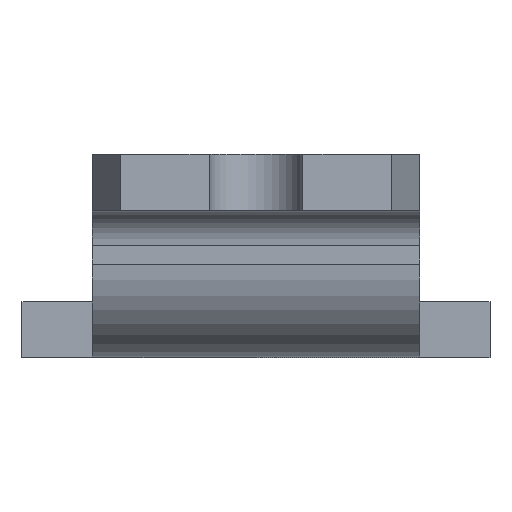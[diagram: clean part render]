
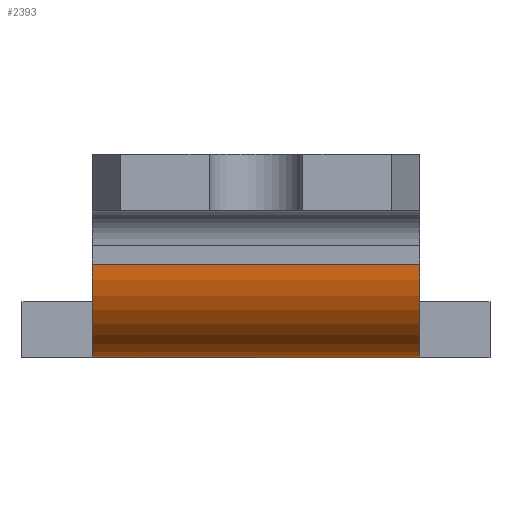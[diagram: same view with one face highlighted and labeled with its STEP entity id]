
A CAD part, front view. The second image highlights one B-rep face of the part: STEP entity #2393.
In plain terms, the highlighted cylindrical face has radius 2 mm (diameter 4 mm), a partial arc.
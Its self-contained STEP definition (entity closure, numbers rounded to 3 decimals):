
#289=CARTESIAN_POINT('',(5.,2.675,-0.175));
#290=DIRECTION('',(1.,0.,0.));
#291=DIRECTION('',(0.,-0.025,-1.));
#292=AXIS2_PLACEMENT_3D('',#289,#290,#291);
#304=DIRECTION('',(-1.,0.,0.));
#305=VECTOR('',#304,7.);
#306=CARTESIAN_POINT('',(3.5,0.675,-0.175));
#307=LINE('',#306,#305);
#311=DIRECTION('',(-1.,0.,0.));
#312=VECTOR('',#311,1.5);
#313=CARTESIAN_POINT('',(5.,2.625,-2.174));
#314=LINE('',#313,#312);
#318=DIRECTION('',(1.,0.,0.));
#319=VECTOR('',#318,10.);
#320=CARTESIAN_POINT('',(-5.,2.675,-2.175));
#321=LINE('',#320,#319);
#325=DIRECTION('',(-1.,0.,0.));
#326=VECTOR('',#325,1.5);
#327=CARTESIAN_POINT('',(-3.5,2.625,-2.174));
#328=LINE('',#327,#326);
#354=CARTESIAN_POINT('',(-3.5,2.675,-0.175));
#355=DIRECTION('',(-1.,0.,0.));
#356=DIRECTION('',(0.,-0.025,-1.));
#357=AXIS2_PLACEMENT_3D('',#354,#355,#356);
#1100=CARTESIAN_POINT('',(3.5,2.675,-0.175));
#1101=DIRECTION('',(1.,0.,0.));
#1102=DIRECTION('',(0.,-1.,0.));
#1103=AXIS2_PLACEMENT_3D('',#1100,#1101,#1102);
#1861=CARTESIAN_POINT('',(-5.,2.675,-0.175));
#1862=DIRECTION('',(-1.,0.,0.));
#1863=DIRECTION('',(0.,0.,-1.));
#1864=AXIS2_PLACEMENT_3D('',#1861,#1862,#1863);
#1928=CARTESIAN_POINT('',(-5.,2.675,-2.175));
#1930=VERTEX_POINT('',#1928);
#1944=CARTESIAN_POINT('',(5.,2.675,-2.175));
#1945=VERTEX_POINT('',#1944);
#1968=CARTESIAN_POINT('',(-5.,2.625,-2.174));
#1969=VERTEX_POINT('',#1968);
#1976=CARTESIAN_POINT('',(-3.5,0.675,-0.175));
#1977=VERTEX_POINT('',#1976);
#1982=CARTESIAN_POINT('',(3.5,0.675,-0.175));
#1983=VERTEX_POINT('',#1982);
#1986=CARTESIAN_POINT('',(5.,2.625,-2.174));
#1987=VERTEX_POINT('',#1986);
#1990=CARTESIAN_POINT('',(-3.5,2.625,-2.174));
#1991=VERTEX_POINT('',#1990);
#1996=CARTESIAN_POINT('',(3.5,2.625,-2.174));
#1997=VERTEX_POINT('',#1996);
#2372=CARTESIAN_POINT('',(5.,2.675,-0.175));
#2373=DIRECTION('',(-1.,0.,0.));
#2374=DIRECTION('',(0.,0.,1.));
#2375=AXIS2_PLACEMENT_3D('',#2372,#2373,#2374);
#2376=CYLINDRICAL_SURFACE('',#2375,2.);
#2378=ORIENTED_EDGE('',*,*,#2377,.T.);
#2380=ORIENTED_EDGE('',*,*,#2379,.F.);
#2382=ORIENTED_EDGE('',*,*,#2381,.T.);
#2384=ORIENTED_EDGE('',*,*,#2383,.F.);
#2385=ORIENTED_EDGE('',*,*,#2358,.T.);
#2386=ORIENTED_EDGE('',*,*,#2226,.F.);
#2388=ORIENTED_EDGE('',*,*,#2387,.T.);
#2390=ORIENTED_EDGE('',*,*,#2389,.F.);
#2391=EDGE_LOOP('',(#2378,#2380,#2382,#2384,#2385,#2386,#2388,#2390));
#2392=FACE_OUTER_BOUND('',#2391,.F.);
#293=CIRCLE('',#292,2.);
#358=CIRCLE('',#357,2.);
#1104=CIRCLE('',#1103,2.);
#1865=CIRCLE('',#1864,2.);
#2226=EDGE_CURVE('',#1930,#1945,#321,.T.);
#2358=EDGE_CURVE('',#1987,#1945,#293,.T.);
#2377=EDGE_CURVE('',#1991,#1977,#358,.T.);
#2379=EDGE_CURVE('',#1983,#1977,#307,.T.);
#2381=EDGE_CURVE('',#1983,#1997,#1104,.T.);
#2383=EDGE_CURVE('',#1987,#1997,#314,.T.);
#2387=EDGE_CURVE('',#1930,#1969,#1865,.T.);
#2389=EDGE_CURVE('',#1991,#1969,#328,.T.);
#2393=ADVANCED_FACE('',(#2392),#2376,.T.);
